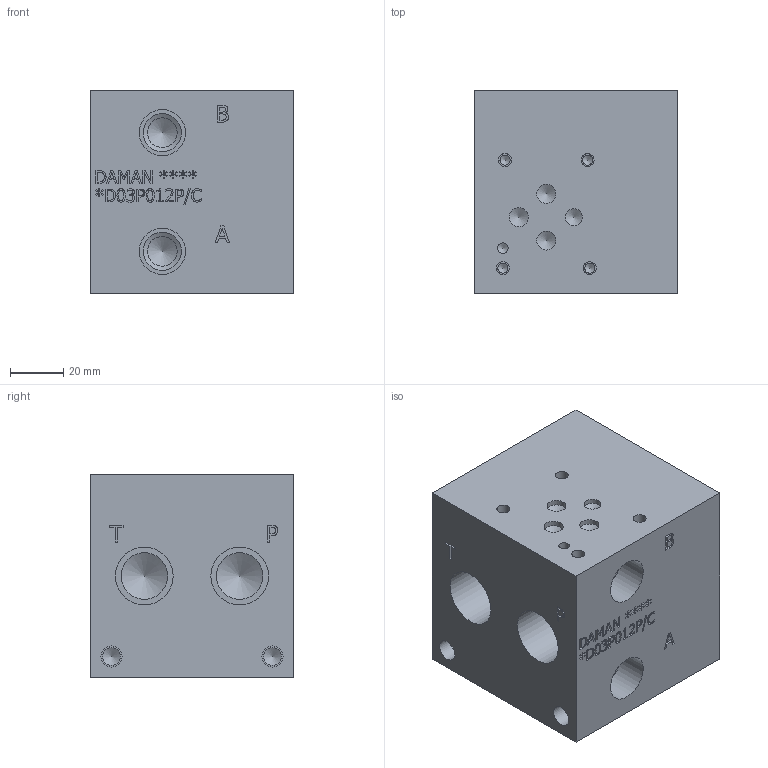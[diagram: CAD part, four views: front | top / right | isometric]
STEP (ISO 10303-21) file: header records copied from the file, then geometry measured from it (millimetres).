
FILE_DESCRIPTION(/* description */ (''),/* implementation_level */ '2;1');
FILE_NAME(/* name */ '_D03P012P~C.stp',/* time_stamp */ '2020-03-09T14:37:53-04:00',/* author */ ('alexanderw'),/* organization */ (''),/* preprocessor_version */ 'ST-DEVELOPER v17',/* originating_system */ 'Autodesk Inventor 2019',/* authorisation */ '');
FILE_SCHEMA (('AUTOMOTIVE_DESIGN { 1 0 10303 214 3 1 1 }'));
Length unit declared in the file: millimetre
Products named in the file (1): Part_AD03P012P~C_3D
Bounding box: 76.2 x 76.2 x 76.2 mm (x, y, z)
Volume: 388402.3 mm3; surface area: 47786.8 mm2
Topology: 1 solids, 1 shells, 509 faces, 1392 edges, 940 vertices
Faces by surface type: plane 309, bspline 133, cylinder 41, cone 26
Full cylindrical faces by diameter (mm): 3.785 x4, 3.962 x1, 4.826 x4, 6.35 x1, 6.528 x4, 7.137 x3, 7.925 x4, 11.125 x2, 14.275 x1, 14.3 x2, 15.9 x1, 17.297 x2, 17.475 x4, 20.62 x1, 21.59 x4, 22.23 x1, 22.54 x1, 30.16 x1
Entity records: 17109 total; most frequent: CARTESIAN_POINT 4551, ORIENTED_EDGE 2744, DIRECTION 2010, EDGE_CURVE 1372, LINE 956, VECTOR 956, VERTEX_POINT 940, EDGE_LOOP 584
